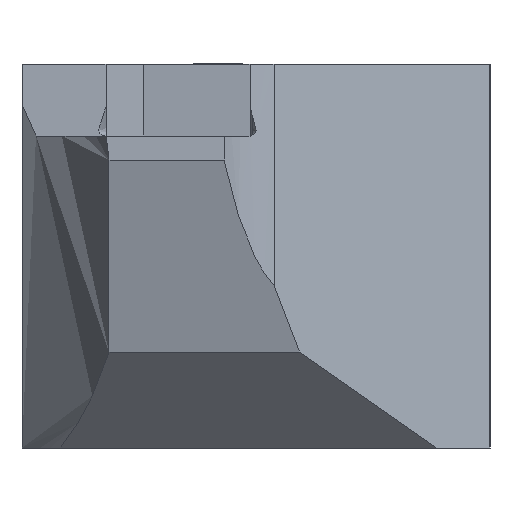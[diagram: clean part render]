
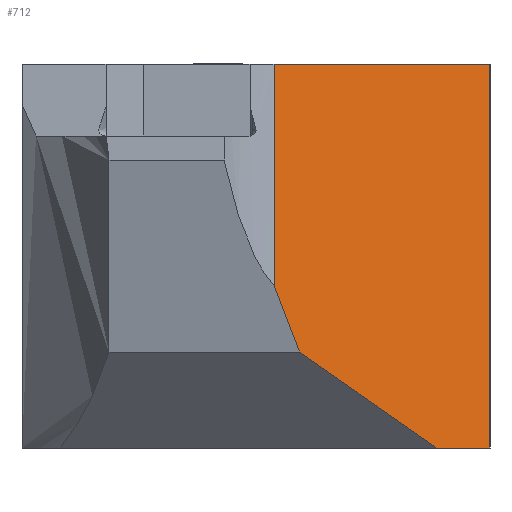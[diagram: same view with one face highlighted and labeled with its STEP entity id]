
A CAD part, left-side view. The second image highlights one B-rep face of the part: STEP entity #712.
In plain terms, the highlighted planar face has unit normal (-0.819, -0.574, 0).
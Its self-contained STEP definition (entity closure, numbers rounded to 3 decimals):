
#25 = VERTEX_POINT ( 'NONE', #1982 ) ;
#81 = DIRECTION ( 'NONE',  ( 0.243, -0.347, -0.906 ) ) ;
#124 = CARTESIAN_POINT ( 'NONE',  ( 1.4, 9., -9.225 ) ) ;
#160 = DIRECTION ( 'NONE',  ( 0., 0., 1. ) ) ;
#185 = CARTESIAN_POINT ( 'NONE',  ( 1.4, 9., -16. ) ) ;
#289 = LINE ( 'NONE', #1634, #1639 ) ;
#307 = DIRECTION ( 'NONE',  ( -0.574, 0.819, 0. ) ) ;
#464 = EDGE_CURVE ( 'Defeature ausgef�hrt1_15+Defeature ausgef�hrt1_2+Defeature ausgef�hrt1_6+Defeature ausgef�hrt1_14', #1538, #642, #1046, .T. ) ;
#482 = AXIS2_PLACEMENT_3D ( 'NONE', #185, #1038, #1964 ) ;
#532 = LINE ( 'NONE', #1040, #812 ) ;
#551 = ORIENTED_EDGE ( 'NONE', *, *, #1830, .T. ) ;
#592 = EDGE_CURVE ( 'Defeature ausgef�hrt1_15+Defeature ausgef�hrt1_6+Defeature ausgef�hrt1_7+Defeature ausgef�hrt1_2', #934, #1538, #1922, .T. ) ;
#642 = VERTEX_POINT ( 'NONE', #1607 ) ;
#659 = VECTOR ( 'NONE', #307, 1000. ) ;
#712 = ADVANCED_FACE ( 'Defeature ausgef�hrt1_15', ( #1529 ), #1179, .F. ) ;
#739 = EDGE_CURVE ( 'Defeature ausgef�hrt1_15+Defeature ausgef�hrt1_20+Defeature ausgef�hrt1_14+Defeature ausgef�hrt1_19', #1153, #25, #289, .T. ) ;
#745 = VERTEX_POINT ( 'NONE', #1540 ) ;
#812 = VECTOR ( 'NONE', #1495, 1000. ) ;
#835 = CARTESIAN_POINT ( 'NONE',  ( 1.4, 9., -16. ) ) ;
#919 = ORIENTED_EDGE ( 'NONE', *, *, #1890, .F. ) ;
#934 = VERTEX_POINT ( 'NONE', #1265 ) ;
#952 = CARTESIAN_POINT ( 'NONE',  ( 1.4, 9., 0. ) ) ;
#1038 = DIRECTION ( 'NONE',  ( 0.819, 0.574, 0. ) ) ;
#1040 = CARTESIAN_POINT ( 'NONE',  ( 2.574, 7.323, -12.431 ) ) ;
#1046 = LINE ( 'NONE', #952, #659 ) ;
#1083 = CARTESIAN_POINT ( 'NONE',  ( 7.702, 0., -16. ) ) ;
#1117 = CARTESIAN_POINT ( 'NONE',  ( 7.702, 0., 0. ) ) ;
#1153 = VERTEX_POINT ( 'NONE', #124 ) ;
#1179 = PLANE ( 'NONE',  #482 ) ;
#1195 = ORIENTED_EDGE ( 'NONE', *, *, #592, .T. ) ;
#1265 = CARTESIAN_POINT ( 'NONE',  ( 7.702, 0., -16. ) ) ;
#1266 = EDGE_LOOP ( 'NONE', ( #1487, #551, #2014, #1195, #1539, #919 ) ) ;
#1310 = LINE ( 'NONE', #1935, #1714 ) ;
#1333 = EDGE_CURVE ( 'Defeature ausgef�hrt1_7+Defeature ausgef�hrt1_15+Defeature ausgef�hrt1_6+Defeature ausgef�hrt1_19', #934, #745, #1999, .T. ) ;
#1480 = DIRECTION ( 'NONE',  ( -0.574, 0.819, 0. ) ) ;
#1487 = ORIENTED_EDGE ( 'NONE', *, *, #739, .T. ) ;
#1495 = DIRECTION ( 'NONE',  ( 0.498, -0.711, -0.498 ) ) ;
#1525 = DIRECTION ( 'NONE',  ( 0., 0., 1. ) ) ;
#1529 = FACE_OUTER_BOUND ( 'NONE', #1266, .T. ) ;
#1538 = VERTEX_POINT ( 'NONE', #1117 ) ;
#1539 = ORIENTED_EDGE ( 'NONE', *, *, #464, .T. ) ;
#1540 = CARTESIAN_POINT ( 'NONE',  ( 6.144, 2.225, -16. ) ) ;
#1607 = CARTESIAN_POINT ( 'NONE',  ( 1.4, 9., 0. ) ) ;
#1634 = CARTESIAN_POINT ( 'NONE',  ( 2.89, 6.872, -14.786 ) ) ;
#1639 = VECTOR ( 'NONE', #81, 1000. ) ;
#1714 = VECTOR ( 'NONE', #160, 1000. ) ;
#1760 = VECTOR ( 'NONE', #1525, 1000. ) ;
#1830 = EDGE_CURVE ( 'Defeature ausgef�hrt1_15+Defeature ausgef�hrt1_19+Defeature ausgef�hrt1_20+Defeature ausgef�hrt1_7', #25, #745, #532, .T. ) ;
#1890 = EDGE_CURVE ( 'Defeature ausgef�hrt1_14+Defeature ausgef�hrt1_15+Defeature ausgef�hrt1_20+Defeature ausgef�hrt1_2', #1153, #642, #1310, .T. ) ;
#1922 = LINE ( 'NONE', #1083, #1760 ) ;
#1935 = CARTESIAN_POINT ( 'NONE',  ( 1.4, 9., -16. ) ) ;
#1950 = VECTOR ( 'NONE', #1480, 1000. ) ;
#1964 = DIRECTION ( 'NONE',  ( -0.574, 0.819, 0. ) ) ;
#1982 = CARTESIAN_POINT ( 'NONE',  ( 2.144, 7.938, -12. ) ) ;
#1999 = LINE ( 'NONE', #835, #1950 ) ;
#2014 = ORIENTED_EDGE ( 'NONE', *, *, #1333, .F. ) ;
